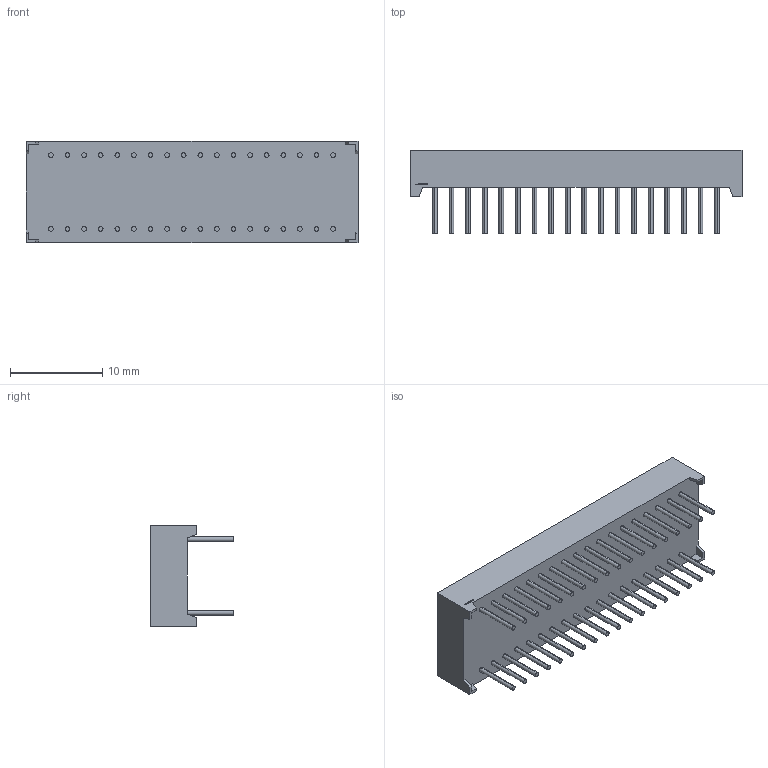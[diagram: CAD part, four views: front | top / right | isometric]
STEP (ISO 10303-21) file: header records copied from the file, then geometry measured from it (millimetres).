
FILE_DESCRIPTION (( 'STEP AP214' ), '1' );
FILE_NAME ('CA25-11.STEP', '2008-09-06T00:58:40', ( '' ), ( '' ), 'SwSTEP 2.0', 'SolidWorks 2008', '' );
FILE_SCHEMA (( 'AUTOMOTIVE_DESIGN' ));
Length unit declared in the file: millimetre
Products named in the file (1): CA25-11
Bounding box: 36 x 9 x 11 mm (x, y, z)
Volume: 1618.6 mm3; surface area: 1479.8 mm2
Topology: 1 solids, 1 shells, 651 faces, 1635 edges, 1090 vertices
Faces by surface type: plane 441, bspline 116, cylinder 94
Entity records: 28147 total; most frequent: CARTESIAN_POINT 9765, ORIENTED_EDGE 3270, DIRECTION 2663, EDGE_CURVE 1635, VECTOR 1215, LINE 1215, VERTEX_POINT 1090, EDGE_LOOP 755
